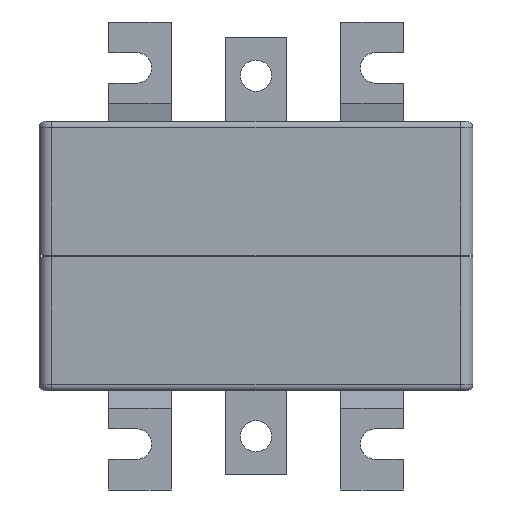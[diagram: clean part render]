
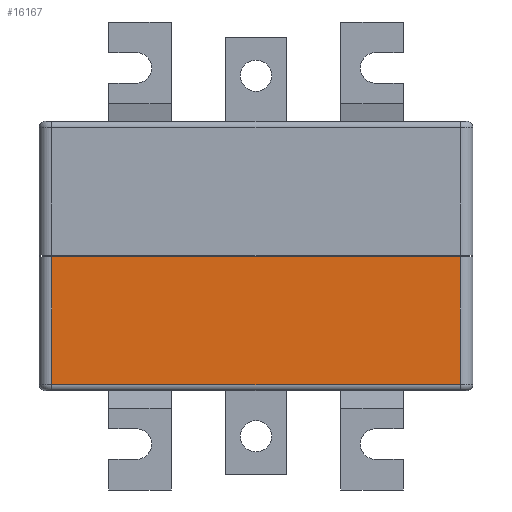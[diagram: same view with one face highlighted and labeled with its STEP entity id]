
A CAD part, front view. The second image highlights one B-rep face of the part: STEP entity #16167.
In plain terms, the highlighted planar face has unit normal (0, -1, 0).
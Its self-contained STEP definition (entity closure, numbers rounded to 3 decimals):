
#260 = EDGE_CURVE ( 'NONE', #40460, #25807, #25178, .T. ) ;
#1528 = VECTOR ( 'NONE', #21716, 1000. ) ;
#1725 = EDGE_CURVE ( 'NONE', #3469, #25807, #32376, .T. ) ;
#3469 = VERTEX_POINT ( 'NONE', #29793 ) ;
#3473 = CARTESIAN_POINT ( 'NONE',  ( -32.75, -37.75, 21.5 ) ) ;
#4166 = VERTEX_POINT ( 'NONE', #33167 ) ;
#5453 = LINE ( 'NONE', #40291, #29105 ) ;
#8761 = DIRECTION ( 'NONE',  ( 1., 0., 0. ) ) ;
#11141 = CARTESIAN_POINT ( 'NONE',  ( 0., -37.75, 21.5 ) ) ;
#12405 = EDGE_CURVE ( 'NONE', #4166, #40460, #25449, .T. ) ;
#15851 = CARTESIAN_POINT ( 'NONE',  ( 0., -37.75, 1. ) ) ;
#16167 = ADVANCED_FACE ( 'NONE', ( #27101 ), #35848, .F. ) ;
#16866 = CARTESIAN_POINT ( 'NONE',  ( 32.75, -37.75, 1. ) ) ;
#17164 = VECTOR ( 'NONE', #26352, 1000. ) ;
#18466 = ORIENTED_EDGE ( 'NONE', *, *, #260, .T. ) ;
#20873 = DIRECTION ( 'NONE',  ( 0., 1., 0. ) ) ;
#21281 = ORIENTED_EDGE ( 'NONE', *, *, #37407, .F. ) ;
#21716 = DIRECTION ( 'NONE',  ( 0., 0., -1. ) ) ;
#24344 = EDGE_LOOP ( 'NONE', ( #36650, #18466, #25569, #21281 ) ) ;
#25178 = LINE ( 'NONE', #15851, #32258 ) ;
#25449 = LINE ( 'NONE', #3473, #1528 ) ;
#25569 = ORIENTED_EDGE ( 'NONE', *, *, #1725, .F. ) ;
#25807 = VERTEX_POINT ( 'NONE', #16866 ) ;
#26352 = DIRECTION ( 'NONE',  ( 0., 0., -1. ) ) ;
#27101 = FACE_OUTER_BOUND ( 'NONE', #24344, .T. ) ;
#28053 = AXIS2_PLACEMENT_3D ( 'NONE', #11141, #20873, #33131 ) ;
#29105 = VECTOR ( 'NONE', #8761, 1000. ) ;
#29455 = CARTESIAN_POINT ( 'NONE',  ( 32.75, -37.75, 21.5 ) ) ;
#29793 = CARTESIAN_POINT ( 'NONE',  ( 32.75, -37.75, 21.5 ) ) ;
#32258 = VECTOR ( 'NONE', #38649, 1000. ) ;
#32376 = LINE ( 'NONE', #29455, #17164 ) ;
#33131 = DIRECTION ( 'NONE',  ( 0., 0., 1. ) ) ;
#33167 = CARTESIAN_POINT ( 'NONE',  ( -32.75, -37.75, 21.5 ) ) ;
#35848 = PLANE ( 'NONE',  #28053 ) ;
#36650 = ORIENTED_EDGE ( 'NONE', *, *, #12405, .T. ) ;
#37407 = EDGE_CURVE ( 'NONE', #4166, #3469, #5453, .T. ) ;
#38649 = DIRECTION ( 'NONE',  ( 1., 0., 0. ) ) ;
#39873 = CARTESIAN_POINT ( 'NONE',  ( -32.75, -37.75, 1. ) ) ;
#40291 = CARTESIAN_POINT ( 'NONE',  ( 0., -37.75, 21.5 ) ) ;
#40460 = VERTEX_POINT ( 'NONE', #39873 ) ;
